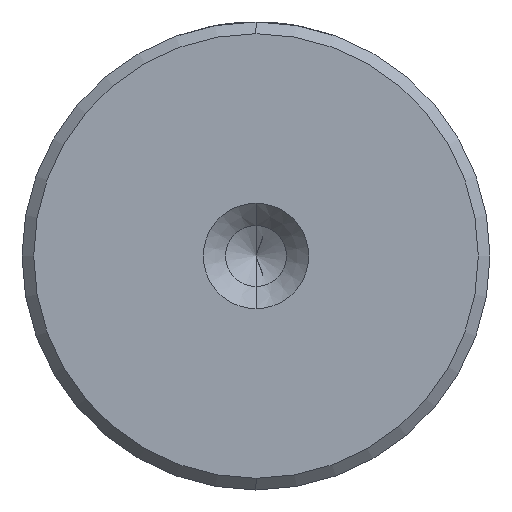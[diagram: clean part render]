
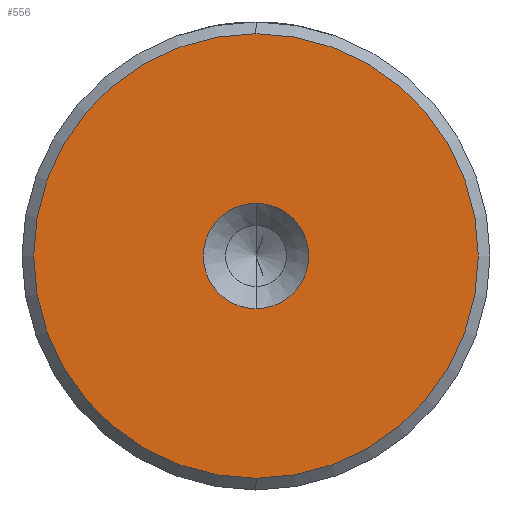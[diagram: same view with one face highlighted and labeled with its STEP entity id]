
A CAD part, left-side view. The second image highlights one B-rep face of the part: STEP entity #556.
In plain terms, the highlighted planar face has unit normal (-1, 0, 0).
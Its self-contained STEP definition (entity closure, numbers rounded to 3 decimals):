
#5 = EDGE_CURVE ( 'NONE', #629, #48, #1969, .T. ) ;
#26 = DIRECTION ( 'NONE',  ( 0., 0., 1. ) ) ;
#48 = VERTEX_POINT ( 'NONE', #321 ) ;
#90 = CARTESIAN_POINT ( 'NONE',  ( 0., 0., 0. ) ) ;
#97 = DIRECTION ( 'NONE',  ( 0., 0., 1. ) ) ;
#123 = DIRECTION ( 'NONE',  ( -1., 0., 0. ) ) ;
#138 = CARTESIAN_POINT ( 'NONE',  ( 0., 0., 0. ) ) ;
#144 = CIRCLE ( 'NONE', #214, 9.5 ) ;
#150 = ORIENTED_EDGE ( 'NONE', *, *, #1048, .T. ) ;
#214 = AXIS2_PLACEMENT_3D ( 'NONE', #1667, #632, #1838 ) ;
#232 = VERTEX_POINT ( 'NONE', #1223 ) ;
#321 = CARTESIAN_POINT ( 'NONE',  ( 0., 0., -2.25 ) ) ;
#332 = DIRECTION ( 'NONE',  ( 0., 0., 1. ) ) ;
#380 = DIRECTION ( 'NONE',  ( 0., 0., 1. ) ) ;
#384 = DIRECTION ( 'NONE',  ( -1., 0., 0. ) ) ;
#387 = AXIS2_PLACEMENT_3D ( 'NONE', #543, #384, #380 ) ;
#414 = AXIS2_PLACEMENT_3D ( 'NONE', #2115, #1097, #26 ) ;
#543 = CARTESIAN_POINT ( 'NONE',  ( 0., 0., 0. ) ) ;
#556 = ADVANCED_FACE ( 'NONE', ( #1450, #1920 ), #1248, .T. ) ;
#629 = VERTEX_POINT ( 'NONE', #1870 ) ;
#632 = DIRECTION ( 'NONE',  ( -1., 0., 0. ) ) ;
#740 = EDGE_LOOP ( 'NONE', ( #1562, #2074 ) ) ;
#851 = AXIS2_PLACEMENT_3D ( 'NONE', #90, #123, #97 ) ;
#998 = CIRCLE ( 'NONE', #2209, 9.5 ) ;
#1038 = ORIENTED_EDGE ( 'NONE', *, *, #1234, .T. ) ;
#1048 = EDGE_CURVE ( 'NONE', #2008, #232, #998, .T. ) ;
#1097 = DIRECTION ( 'NONE',  ( -1., 0., 0. ) ) ;
#1223 = CARTESIAN_POINT ( 'NONE',  ( 0., 0., -9.5 ) ) ;
#1234 = EDGE_CURVE ( 'NONE', #232, #2008, #144, .T. ) ;
#1248 = PLANE ( 'NONE',  #387 ) ;
#1360 = DIRECTION ( 'NONE',  ( -1., 0., 0. ) ) ;
#1446 = EDGE_CURVE ( 'NONE', #48, #629, #1560, .T. ) ;
#1450 = FACE_OUTER_BOUND ( 'NONE', #1850, .T. ) ;
#1560 = CIRCLE ( 'NONE', #414, 2.25 ) ;
#1562 = ORIENTED_EDGE ( 'NONE', *, *, #5, .F. ) ;
#1667 = CARTESIAN_POINT ( 'NONE',  ( 0., 0., 0. ) ) ;
#1838 = DIRECTION ( 'NONE',  ( 0., 0., 1. ) ) ;
#1850 = EDGE_LOOP ( 'NONE', ( #1038, #150 ) ) ;
#1870 = CARTESIAN_POINT ( 'NONE',  ( 0., 0., 2.25 ) ) ;
#1901 = CARTESIAN_POINT ( 'NONE',  ( 0., 0., 9.5 ) ) ;
#1920 = FACE_BOUND ( 'NONE', #740, .T. ) ;
#1969 = CIRCLE ( 'NONE', #851, 2.25 ) ;
#2008 = VERTEX_POINT ( 'NONE', #1901 ) ;
#2074 = ORIENTED_EDGE ( 'NONE', *, *, #1446, .F. ) ;
#2115 = CARTESIAN_POINT ( 'NONE',  ( 0., 0., 0. ) ) ;
#2209 = AXIS2_PLACEMENT_3D ( 'NONE', #138, #1360, #332 ) ;
